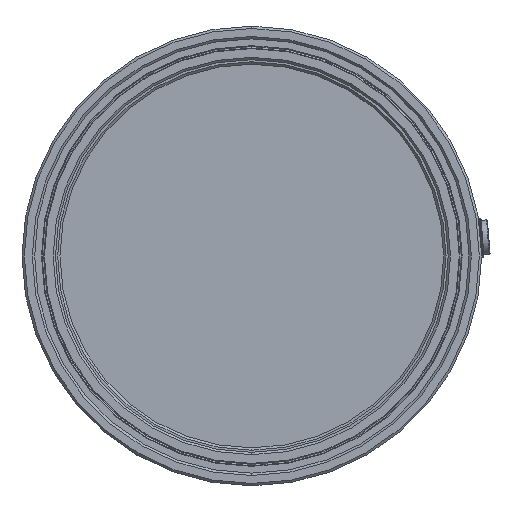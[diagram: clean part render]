
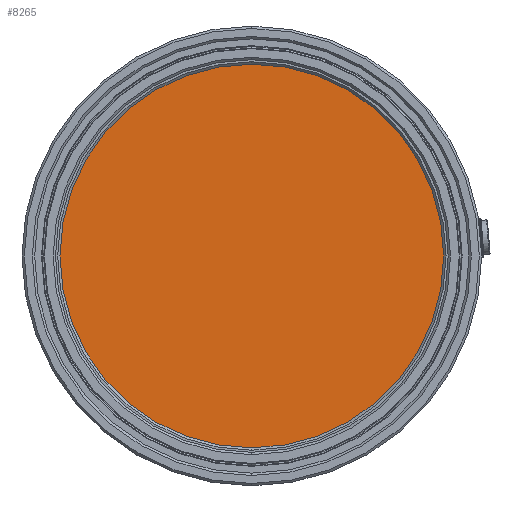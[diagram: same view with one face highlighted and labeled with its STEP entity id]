
A CAD part, left-side view. The second image highlights one B-rep face of the part: STEP entity #8265.
In plain terms, the highlighted planar face has unit normal (-1, 0, 0).
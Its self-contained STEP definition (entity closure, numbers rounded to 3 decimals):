
#994 = ORIENTED_EDGE ( 'NONE', *, *, #7778, .T. ) ;
#1317 = AXIS2_PLACEMENT_3D ( 'NONE', #2665, #66628, #1977 ) ;
#1977 = DIRECTION ( 'NONE',  ( 0., 0., -1. ) ) ;
#2665 = CARTESIAN_POINT ( 'NONE',  ( -60.024, 25.1, 0. ) ) ;
#3671 = CARTESIAN_POINT ( 'NONE',  ( -60.024, 0., -25.1 ) ) ;
#5956 = EDGE_LOOP ( 'NONE', ( #67849, #994 ) ) ;
#7778 = EDGE_CURVE ( 'NONE', #20280, #28924, #55263, .T. ) ;
#8265 = ADVANCED_FACE ( 'NONE', ( #47717 ), #61281, .F. ) ;
#9506 = AXIS2_PLACEMENT_3D ( 'NONE', #37181, #63781, #32511 ) ;
#16236 = CARTESIAN_POINT ( 'NONE',  ( -60.024, 0., 25.1 ) ) ;
#16586 = CIRCLE ( 'NONE', #9506, 25.1 ) ;
#20280 = VERTEX_POINT ( 'NONE', #3671 ) ;
#28924 = VERTEX_POINT ( 'NONE', #16236 ) ;
#30469 = CARTESIAN_POINT ( 'NONE',  ( -60.024, 0., 0. ) ) ;
#32511 = DIRECTION ( 'NONE',  ( 0., 0., 1. ) ) ;
#37181 = CARTESIAN_POINT ( 'NONE',  ( -60.024, 0., 0. ) ) ;
#47506 = EDGE_CURVE ( 'NONE', #28924, #20280, #16586, .T. ) ;
#47717 = FACE_OUTER_BOUND ( 'NONE', #5956, .T. ) ;
#55263 = CIRCLE ( 'NONE', #61258, 25.1 ) ;
#58217 = DIRECTION ( 'NONE',  ( -1., 0., 0. ) ) ;
#61258 = AXIS2_PLACEMENT_3D ( 'NONE', #30469, #58217, #68238 ) ;
#61281 = PLANE ( 'NONE',  #1317 ) ;
#63781 = DIRECTION ( 'NONE',  ( -1., 0., 0. ) ) ;
#66628 = DIRECTION ( 'NONE',  ( 1., 0., 0. ) ) ;
#67849 = ORIENTED_EDGE ( 'NONE', *, *, #47506, .T. ) ;
#68238 = DIRECTION ( 'NONE',  ( 0., 0., 1. ) ) ;
